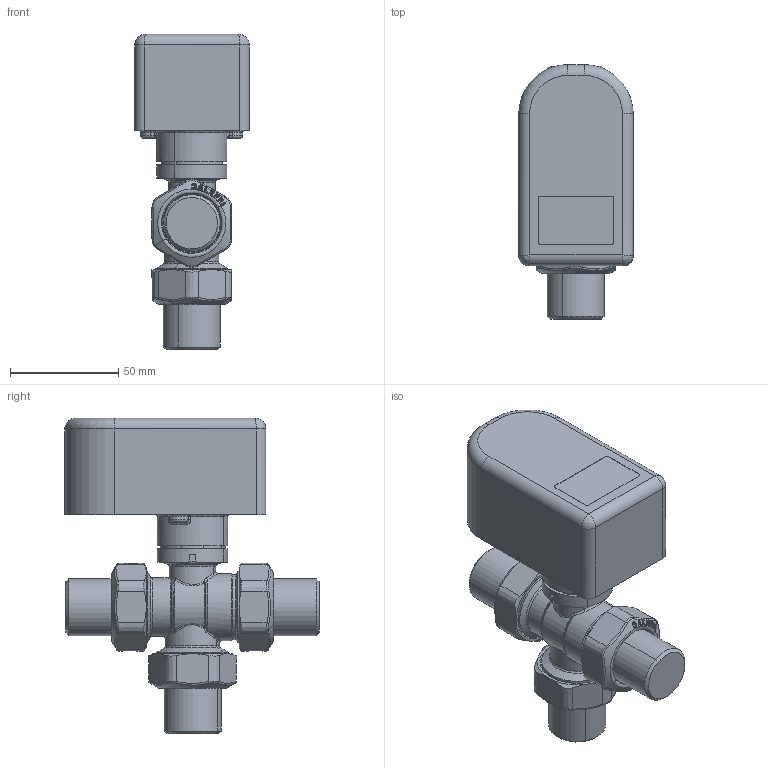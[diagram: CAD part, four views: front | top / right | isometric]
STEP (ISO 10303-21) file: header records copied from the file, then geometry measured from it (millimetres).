
FILE_DESCRIPTION(('CATIA V5 STEP Exchange'),'2;1');
FILE_NAME('STEP_644358_-_TST.stp','2017-03-08T13:02:58+00:00',('none'),('none'),'CATIA Version 5-6 Release 2014 SP5','CATIA V5 STEP AP203','none');
FILE_SCHEMA(('CONFIG_CONTROL_DESIGN'));
Products named in the file (1): 644358 - TST
Bounding box: 52.9 x 117.54 x 145.8 mm (x, y, z)
Volume: 348583.7 mm3; surface area: 49163.8 mm2
Topology: 1 solids, 7 shells, 1621 faces, 3806 edges, 2064 vertices
Faces by surface type: bspline 1116, sphere 157, cone 141, cylinder 100, plane 70, torus 37
Entity records: 95920 total; most frequent: CARTESIAN_POINT 70125, ORIENTED_EDGE 7312, EDGE_CURVE 3656, B_SPLINE_CURVE_WITH_KNOTS 2853, VERTEX_POINT 2064, EDGE_LOOP 1646, ADVANCED_FACE 1621, FACE_OUTER_BOUND 1621
